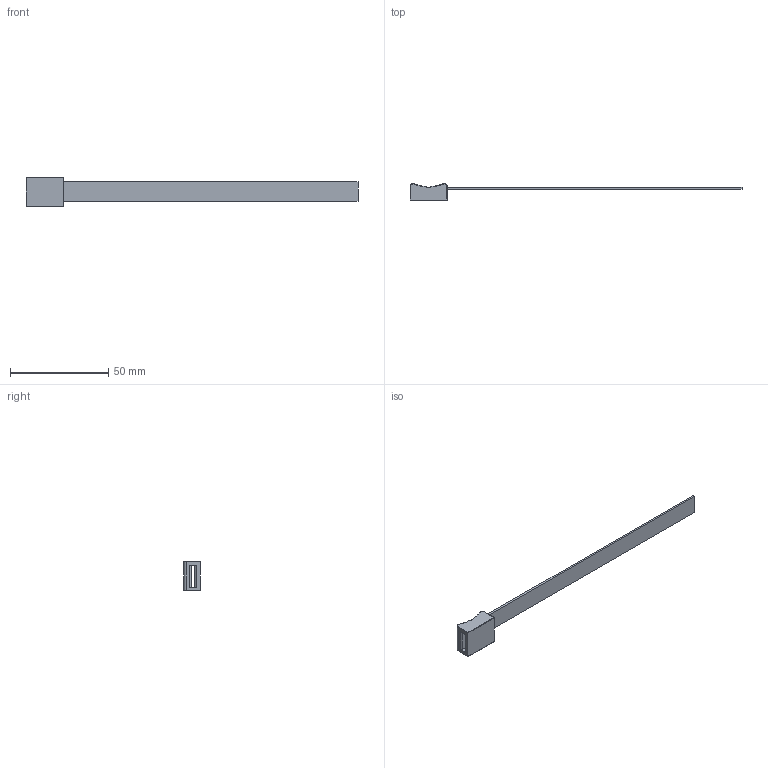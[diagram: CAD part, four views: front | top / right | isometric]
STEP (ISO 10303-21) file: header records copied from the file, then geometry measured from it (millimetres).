
FILE_DESCRIPTION (( 'STEP AP214' ), '1' );
FILE_NAME ('3011-362-150.STEP', '2020-10-30T07:47:03', ( '' ), ( '' ), 'SwSTEP 2.0', 'SolidWorks 2020', '' );
FILE_SCHEMA (( 'AUTOMOTIVE_DESIGN' ));
Length unit declared in the file: millimetre
Products named in the file (1): 3011-362-150
Bounding box: 169 x 8.6 x 15 mm (x, y, z)
Volume: 3235.8 mm3; surface area: 4840.2 mm2
Topology: 2 solids, 2 shells, 66 faces, 158 edges, 96 vertices
Faces by surface type: cylinder 28, plane 18, torus 18, cone 2
Entity records: 2764 total; most frequent: CARTESIAN_POINT 428, DIRECTION 352, ORIENTED_EDGE 316, EDGE_CURVE 158, AXIS2_PLACEMENT_3D 141, VERTEX_POINT 96, CIRCLE 74, VECTOR 70
